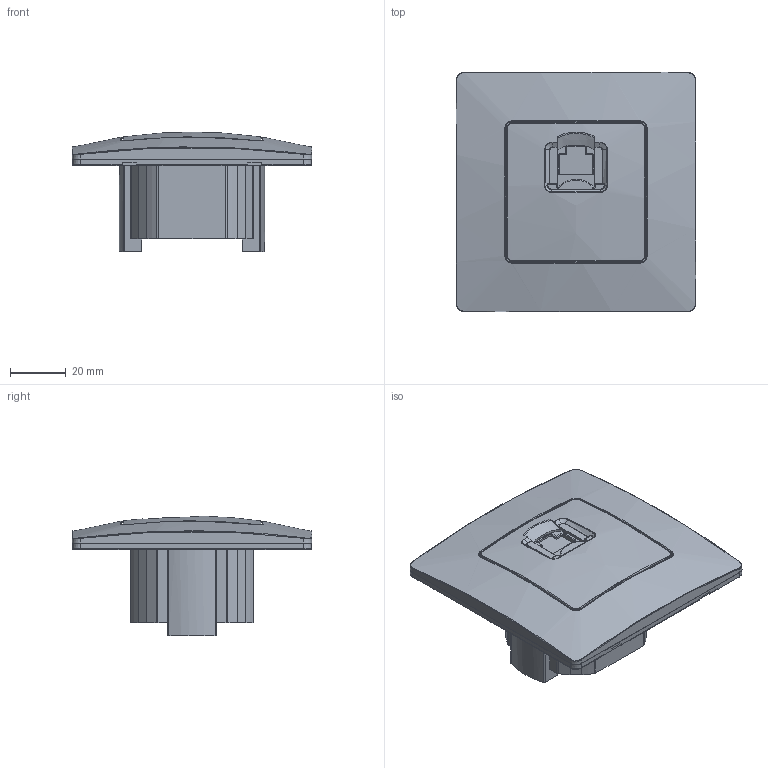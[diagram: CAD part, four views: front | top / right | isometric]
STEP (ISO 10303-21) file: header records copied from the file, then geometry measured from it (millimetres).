
FILE_DESCRIPTION (( 'STEP AP203' ), '1' );
FILE_NAME ('Rozetka_RJ45.STEP', '2025-06-26T07:33:08', ( '' ), ( '' ), 'SwSTEP 2.0', 'SolidWorks 2022', '' );
FILE_SCHEMA (( 'CONFIG_CONTROL_DESIGN' ));
Products named in the file (1): Rozetka_RJ45
Bounding box: 86 x 86 x 42.99 mm (x, y, z)
Surface area: 28485 mm2 (no closed solid volume)
Topology: 0 solids, 9 shells, 2540 faces, 7245 edges, 4741 vertices
Faces by surface type: plane 2113, bspline 246, cylinder 113, cone 27, sphere 21, torus 20
Entity records: 112125 total; most frequent: CARTESIAN_POINT 61355, ORIENTED_EDGE 14474, EDGE_CURVE 7241, B_SPLINE_CURVE_WITH_KNOTS 7197, VERTEX_POINT 4741, DIRECTION 4591, EDGE_LOOP 2566, FACE_OUTER_BOUND 2540
